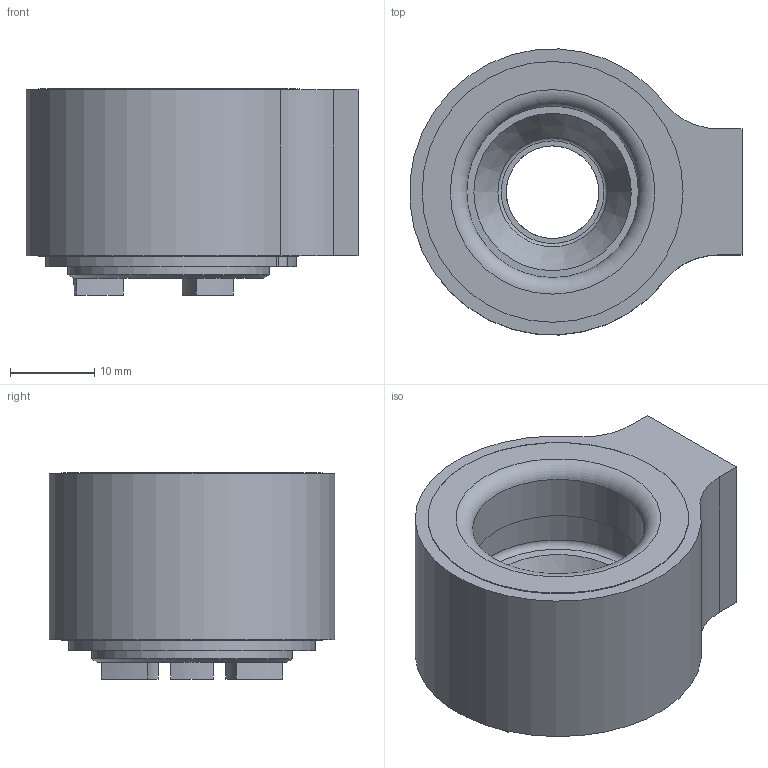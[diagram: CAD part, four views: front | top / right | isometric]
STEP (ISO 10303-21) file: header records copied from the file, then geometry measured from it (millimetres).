
FILE_DESCRIPTION(/* description */ (''),/* implementation_level */ '2;1');
FILE_NAME(/* name */ '371619000.stp',/* time_stamp */ '2022-09-23T13:39:52',/* author */ ('Ratnasingam Jekanthan'),/* organization */ ('REGO-FIX'),/* preprocessor_version */ ' Unknown',/* originating_system */ 'SIEMENS PLM Software Solid Edge ST10',/* authorization */ 'Unknown');
FILE_SCHEMA (('AUTOMOTIVE_DESIGN { 1 0 10303 214 2 1 1}'));
Length unit declared in the file: millimetre
Products named in the file (1): NOCUT
Bounding box: 39.44 x 33.96 x 24.5 mm (x, y, z)
Volume: 14977.9 mm3; surface area: 6070.7 mm2
Topology: 1 solids, 1 shells, 59 faces, 146 edges, 95 vertices
Faces by surface type: cylinder 31, plane 22, cone 3, torus 3
Full cylindrical faces by diameter (mm): 8.566 x1, 11 x1, 13 x1, 20.376 x1, 22.5 x1, 23.9 x1, 31 x2
Entity records: 2120 total; most frequent: DIRECTION 328, CARTESIAN_POINT 286, ORIENTED_EDGE 252, AXIS2_PLACEMENT_3D 141, EDGE_CURVE 126, VERTEX_POINT 89, EDGE_LOOP 81, FACE_BOUND 81
